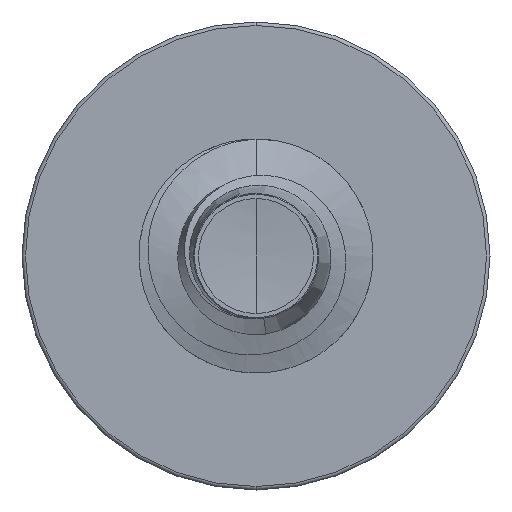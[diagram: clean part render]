
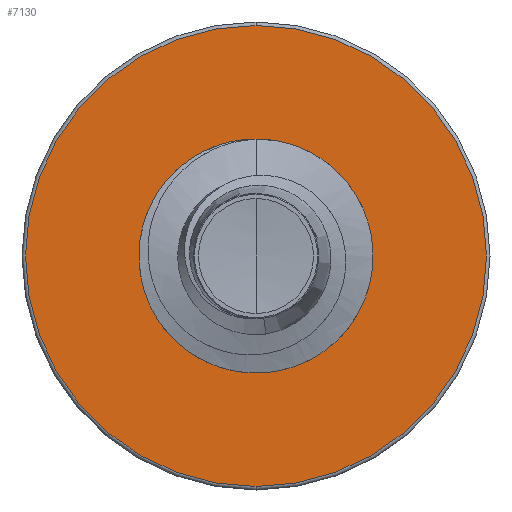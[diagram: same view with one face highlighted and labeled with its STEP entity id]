
A CAD part, front view. The second image highlights one B-rep face of the part: STEP entity #7130.
In plain terms, the highlighted planar face has unit normal (0, -1, 0).
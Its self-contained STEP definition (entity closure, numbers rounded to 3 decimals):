
#26 = DIRECTION ( 'NONE',  ( 0., 1., 0. ) ) ;
#213 = CARTESIAN_POINT ( 'NONE',  ( 0., 7., -2.842 ) ) ;
#266 = PLANE ( 'NONE',  #5547 ) ;
#1776 = AXIS2_PLACEMENT_3D ( 'NONE', #1986, #1977, #1933 ) ;
#1933 = DIRECTION ( 'NONE',  ( 0., 0., 1. ) ) ;
#1977 = DIRECTION ( 'NONE',  ( 0., 1., 0. ) ) ;
#1986 = CARTESIAN_POINT ( 'NONE',  ( 0., 7., 0. ) ) ;
#2387 = CARTESIAN_POINT ( 'NONE',  ( 0., 7., 2.842 ) ) ;
#2551 = AXIS2_PLACEMENT_3D ( 'NONE', #6458, #6437, #6422 ) ;
#2569 = CIRCLE ( 'NONE', #2952, 2.842 ) ;
#2802 = AXIS2_PLACEMENT_3D ( 'NONE', #3019, #3000, #2975 ) ;
#2845 = FACE_OUTER_BOUND ( 'NONE', #7544, .T. ) ;
#2952 = AXIS2_PLACEMENT_3D ( 'NONE', #3254, #3147, #3145 ) ;
#2975 = DIRECTION ( 'NONE',  ( 0., 0., 1. ) ) ;
#3000 = DIRECTION ( 'NONE',  ( 0., 1., 0. ) ) ;
#3019 = CARTESIAN_POINT ( 'NONE',  ( 0., 7., 0. ) ) ;
#3145 = DIRECTION ( 'NONE',  ( 0., 0., 1. ) ) ;
#3147 = DIRECTION ( 'NONE',  ( 0., 1., 0. ) ) ;
#3254 = CARTESIAN_POINT ( 'NONE',  ( 0., 7., 0. ) ) ;
#4293 = CIRCLE ( 'NONE', #2551, 2.842 ) ;
#4346 = ORIENTED_EDGE ( 'NONE', *, *, #10848, .F. ) ;
#5547 = AXIS2_PLACEMENT_3D ( 'NONE', #213, #26, #8246 ) ;
#6173 = CARTESIAN_POINT ( 'NONE',  ( 0., 7., 5.91 ) ) ;
#6422 = DIRECTION ( 'NONE',  ( 0., 0., 1. ) ) ;
#6437 = DIRECTION ( 'NONE',  ( 0., 1., 0. ) ) ;
#6458 = CARTESIAN_POINT ( 'NONE',  ( 0., 7., 0. ) ) ;
#6782 = CARTESIAN_POINT ( 'NONE',  ( 0., 7., -2.842 ) ) ;
#7130 = ADVANCED_FACE ( 'NONE', ( #2845, #10877 ), #266, .F. ) ;
#7288 = EDGE_LOOP ( 'NONE', ( #9736, #11250 ) ) ;
#7544 = EDGE_LOOP ( 'NONE', ( #9545, #4346 ) ) ;
#7649 = CARTESIAN_POINT ( 'NONE',  ( 0., 7., -5.91 ) ) ;
#8246 = DIRECTION ( 'NONE',  ( 0., 0., 1. ) ) ;
#8400 = VERTEX_POINT ( 'NONE', #7649 ) ;
#8748 = CIRCLE ( 'NONE', #2802, 5.91 ) ;
#9266 = VERTEX_POINT ( 'NONE', #6173 ) ;
#9545 = ORIENTED_EDGE ( 'NONE', *, *, #11166, .F. ) ;
#9736 = ORIENTED_EDGE ( 'NONE', *, *, #10976, .T. ) ;
#10422 = VERTEX_POINT ( 'NONE', #6782 ) ;
#10835 = EDGE_CURVE ( 'NONE', #10422, #11228, #2569, .T. ) ;
#10848 = EDGE_CURVE ( 'NONE', #8400, #9266, #8748, .T. ) ;
#10877 = FACE_BOUND ( 'NONE', #7288, .T. ) ;
#10976 = EDGE_CURVE ( 'NONE', #11228, #10422, #4293, .T. ) ;
#11166 = EDGE_CURVE ( 'NONE', #9266, #8400, #11650, .T. ) ;
#11228 = VERTEX_POINT ( 'NONE', #2387 ) ;
#11250 = ORIENTED_EDGE ( 'NONE', *, *, #10835, .T. ) ;
#11650 = CIRCLE ( 'NONE', #1776, 5.91 ) ;
